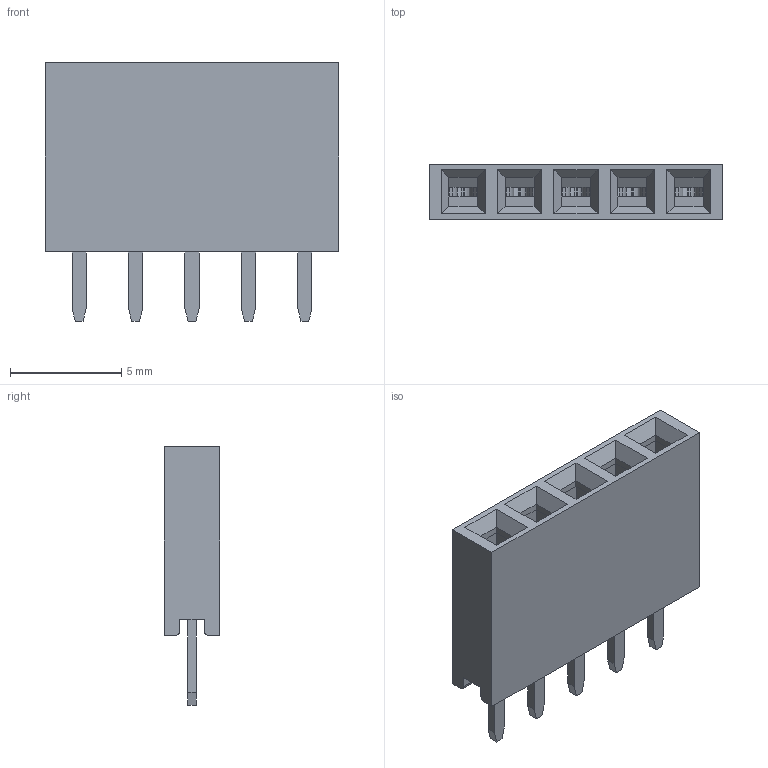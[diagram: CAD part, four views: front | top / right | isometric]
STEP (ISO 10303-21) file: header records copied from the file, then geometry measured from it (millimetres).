
FILE_DESCRIPTION (( 'STEP AP214' ), '1' );
FILE_NAME ('HDR-TH_5P-P2.54-V-F.step', '2024-06-05T06:49:51', ( '' ), ( '' ), 'SwSTEP 2.0', 'SolidWorks 2020', '' );
FILE_SCHEMA (( 'AUTOMOTIVE_DESIGN' ));
Length unit declared in the file: millimetre
Products named in the file (1): HDR-TH_5P-P2.54-V-F
Bounding box: 13.2 x 2.5 x 11.65 mm (x, y, z)
Volume: 170.2 mm3; surface area: 728.2 mm2
Topology: 1 solids, 1 shells, 506 faces, 1390 edges, 900 vertices
Faces by surface type: plane 366, bspline 98, cylinder 42
Entity records: 21970 total; most frequent: CARTESIAN_POINT 4103, ORIENTED_EDGE 2780, DIRECTION 2112, EDGE_CURVE 1390, VECTOR 1086, LINE 1086, VERTEX_POINT 900, EDGE_LOOP 540
